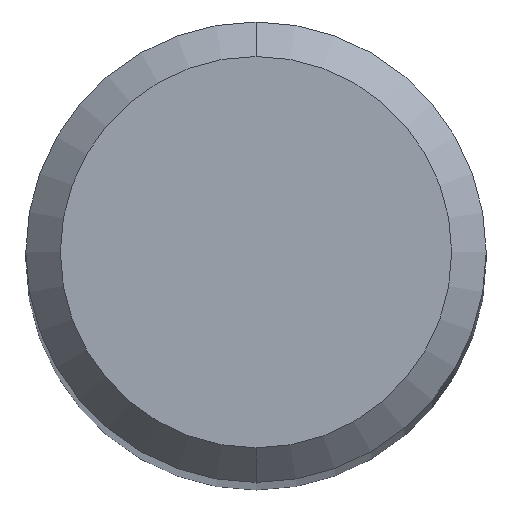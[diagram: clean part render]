
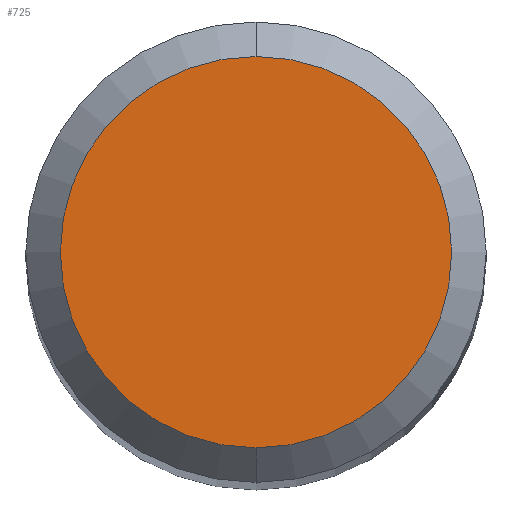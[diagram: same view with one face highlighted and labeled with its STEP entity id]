
A CAD part, top view. The second image highlights one B-rep face of the part: STEP entity #725.
In plain terms, the highlighted planar face has unit normal (0, 0, 1).
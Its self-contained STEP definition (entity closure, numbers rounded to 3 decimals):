
#487=EDGE_CURVE('',#629,#931,#1161,.T.);
#629=VERTEX_POINT('',#1313);
#725=ADVANCED_FACE('',(#1419),#1420,.T.);
#931=VERTEX_POINT('',#1649);
#961=EDGE_CURVE('',#931,#629,#1680,.T.);
#1161=CIRCLE('',#2509,1.7);
#1313=CARTESIAN_POINT('',(0.,-1.7,0.0));
#1419=FACE_OUTER_BOUND('',#3430,.T.);
#1420=PLANE('',#3431);
#1649=CARTESIAN_POINT('',(0.0,1.7,0.0));
#1680=CIRCLE('',#4284,1.7);
#2509=AXIS2_PLACEMENT_3D('',#4524,#4525,#4526);
#3430=EDGE_LOOP('',(#4823,#4824));
#3431=AXIS2_PLACEMENT_3D('',#4825,#4826,#4827);
#4284=AXIS2_PLACEMENT_3D('',#5126,#5127,#5128);
#4524=CARTESIAN_POINT('',(0.0,0.0,0.0));
#4525=DIRECTION('',(0.0,0.0,-1.0));
#4526=DIRECTION('',(0.0,1.0,0.0));
#4823=ORIENTED_EDGE('',*,*,#961,.F.);
#4824=ORIENTED_EDGE('',*,*,#487,.F.);
#4825=CARTESIAN_POINT('',(0.0,0.85,0.0));
#4826=DIRECTION('',(-0.0,0.0,1.0));
#4827=DIRECTION('',(0.0,-1.0,0.0));
#5126=CARTESIAN_POINT('',(0.0,0.0,0.0));
#5127=DIRECTION('',(0.0,0.0,-1.0));
#5128=DIRECTION('',(0.0,1.0,0.0));
